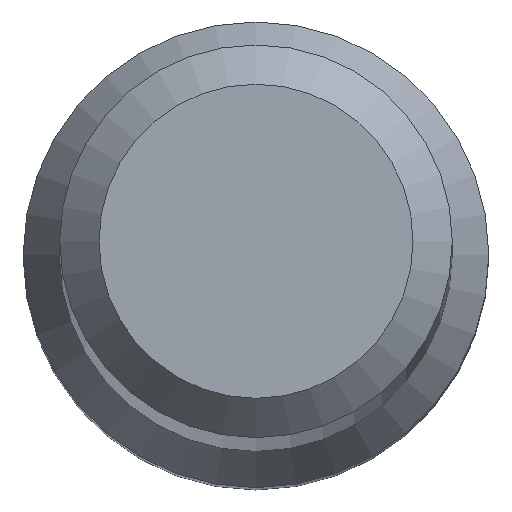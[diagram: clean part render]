
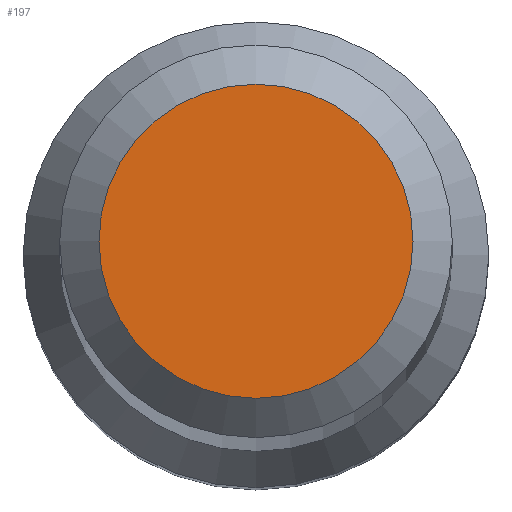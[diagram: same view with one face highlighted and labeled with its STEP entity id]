
A CAD part, top view. The second image highlights one B-rep face of the part: STEP entity #197.
In plain terms, the highlighted planar face has unit normal (0, 0, 1).
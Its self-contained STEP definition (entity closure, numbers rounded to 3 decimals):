
#1 = AXIS2_PLACEMENT_3D ( 'NONE', #219, #93, #65 ) ;
#4 = AXIS2_PLACEMENT_3D ( 'NONE', #236, #87, #176 ) ;
#43 = EDGE_LOOP ( 'NONE', ( #114 ) ) ;
#56 = CARTESIAN_POINT ( 'NONE',  ( 0., 1.2, 70. ) ) ;
#63 = EDGE_CURVE ( 'NONE', #143, #143, #91, .T. ) ;
#65 = DIRECTION ( 'NONE',  ( 0., -1., 0. ) ) ;
#87 = DIRECTION ( 'NONE',  ( 0., 0., -1. ) ) ;
#91 = CIRCLE ( 'NONE', #4, 1.2 ) ;
#93 = DIRECTION ( 'NONE',  ( 0., 0., 1. ) ) ;
#114 = ORIENTED_EDGE ( 'NONE', *, *, #63, .F. ) ;
#141 = PLANE ( 'NONE',  #1 ) ;
#143 = VERTEX_POINT ( 'NONE', #56 ) ;
#176 = DIRECTION ( 'NONE',  ( 0., 1., 0. ) ) ;
#197 = ADVANCED_FACE ( 'NONE', ( #200 ), #141, .T. ) ;
#200 = FACE_OUTER_BOUND ( 'NONE', #43, .T. ) ;
#219 = CARTESIAN_POINT ( 'NONE',  ( 0., 0., 70. ) ) ;
#236 = CARTESIAN_POINT ( 'NONE',  ( 0., 0., 70. ) ) ;
